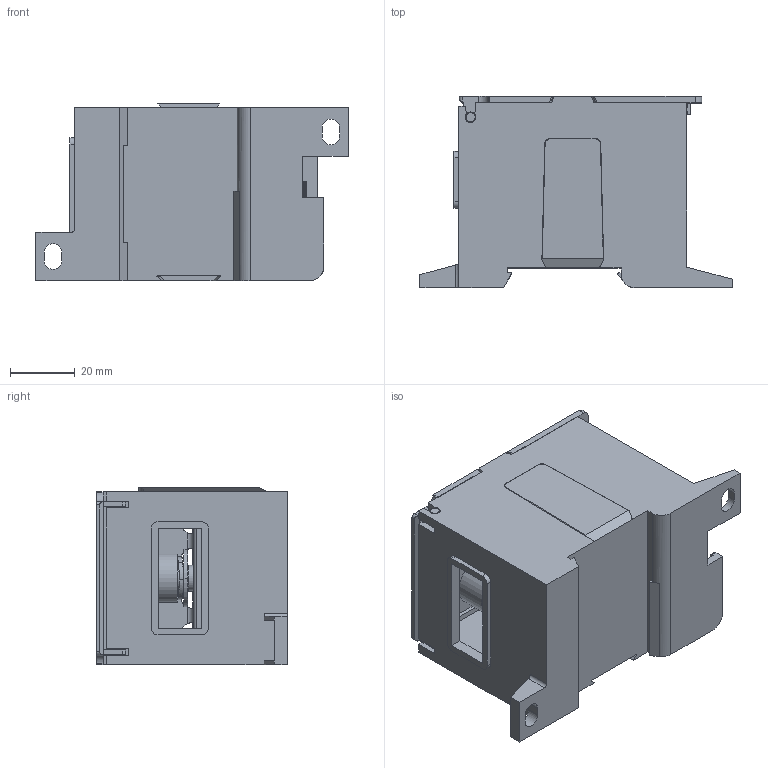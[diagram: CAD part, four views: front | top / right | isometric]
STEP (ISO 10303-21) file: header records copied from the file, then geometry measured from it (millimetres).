
FILE_DESCRIPTION((''),'2;1');
FILE_NAME('5YB574835_ASM','2023-12-06T',('dell'),(''),'PRO/ENGINEER BY PARAMETRIC TECHNOLOGY CORPORATION, 2013230','PRO/ENGINEER BY PARAMETRIC TECHNOLOGY CORPORATION, 2013230','');
FILE_SCHEMA(('AUTOMOTIVE_DESIGN { 1 0 10303 214 1 1 1 1 }'));
Length unit declared in the file: millimetre
Products named in the file (1): 5YB574835_ASM
Bounding box: 96.5 x 59 x 54.9 mm (x, y, z)
Volume: 114755.3 mm3; surface area: 60226.3 mm2
Topology: 3 solids, 5 shells, 763 faces, 2114 edges, 1345 vertices
Faces by surface type: cylinder 279, plane 252, bspline 101, cone 94, torus 28, extrusion 5, sphere 4
Entity records: 35012 total; most frequent: CARTESIAN_POINT 14927, ORIENTED_EDGE 4216, DIRECTION 3493, EDGE_CURVE 2108, VERTEX_POINT 1345, AXIS2_PLACEMENT_3D 1226, VECTOR 1041, LINE 1036
